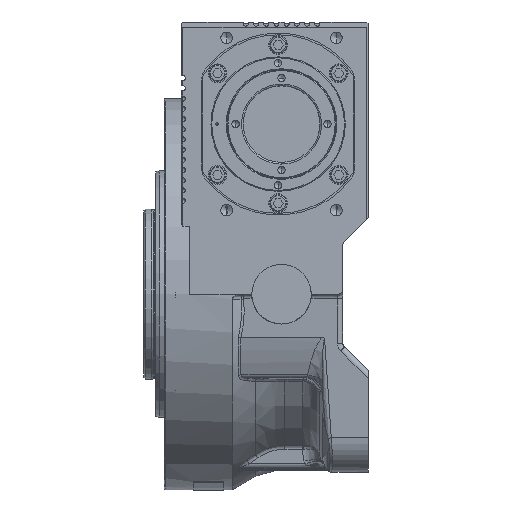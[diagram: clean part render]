
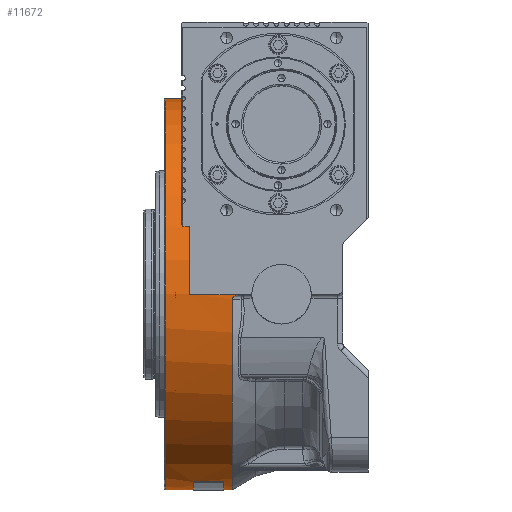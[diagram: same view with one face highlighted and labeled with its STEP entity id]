
A CAD part, left-side view. The second image highlights one B-rep face of the part: STEP entity #11672.
In plain terms, the highlighted cylindrical face has radius 115 mm (diameter 230 mm), a partial arc.
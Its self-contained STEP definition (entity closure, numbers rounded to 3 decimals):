
#787 = CARTESIAN_POINT ( 'NONE',  ( -115., 23.666, 0. ) ) ;
#1370 = VERTEX_POINT ( 'NONE', #4375 ) ;
#1707 = CARTESIAN_POINT ( 'NONE',  ( -114.999, 26.007, -0.38 ) ) ;
#2446 = EDGE_CURVE ( 'NONE', #19083, #17521, #4466, .T. ) ;
#4229 = CARTESIAN_POINT ( 'NONE',  ( -114.976, 28.888, -2.345 ) ) ;
#4375 = CARTESIAN_POINT ( 'NONE',  ( -114.963, 29., -2.934 ) ) ;
#4466 = CIRCLE ( 'NONE', #39370, 115. ) ;
#4663 = VERTEX_POINT ( 'NONE', #9615 ) ;
#5485 = CARTESIAN_POINT ( 'NONE',  ( -114.994, 27.914, -1.226 ) ) ;
#6399 = CIRCLE ( 'NONE', #43271, 115. ) ;
#6581 = EDGE_CURVE ( 'NONE', #10789, #36905, #12872, .T. ) ;
#6685 = CARTESIAN_POINT ( 'NONE',  ( -114.997, 27.13, -0.786 ) ) ;
#7335 = DIRECTION ( 'NONE',  ( 0., 0., 1. ) ) ;
#7527 = CARTESIAN_POINT ( 'NONE',  ( 0., 68.2, 0. ) ) ;
#7636 = ORIENTED_EDGE ( 'NONE', *, *, #58117, .F. ) ;
#8646 = CIRCLE ( 'NONE', #30573, 115. ) ;
#9107 = DIRECTION ( 'NONE',  ( 0., 1., 0. ) ) ;
#9405 = CARTESIAN_POINT ( 'NONE',  ( 0., 29., -115. ) ) ;
#9528 = CARTESIAN_POINT ( 'NONE',  ( -114.963, 29., -2.934 ) ) ;
#9615 = CARTESIAN_POINT ( 'NONE',  ( 0., 68.2, 115. ) ) ;
#10074 = CARTESIAN_POINT ( 'NONE',  ( 0., 68.2, -115. ) ) ;
#10789 = VERTEX_POINT ( 'NONE', #43769 ) ;
#11036 = VERTEX_POINT ( 'NONE', #52346 ) ;
#11385 = CARTESIAN_POINT ( 'NONE',  ( -115., 24.259, -0.044 ) ) ;
#11672 = ADVANCED_FACE ( 'NONE', ( #22622 ), #46315, .T. ) ;
#11952 = LINE ( 'NONE', #31572, #37874 ) ;
#12502 = CIRCLE ( 'NONE', #33406, 115. ) ;
#12872 = LINE ( 'NONE', #51493, #32045 ) ;
#13006 = DIRECTION ( 'NONE',  ( 0., 1., 0. ) ) ;
#13540 = CARTESIAN_POINT ( 'NONE',  ( 0., 52., 0. ) ) ;
#15471 = ORIENTED_EDGE ( 'NONE', *, *, #61064, .T. ) ;
#17521 = VERTEX_POINT ( 'NONE', #47933 ) ;
#17696 = CARTESIAN_POINT ( 'NONE',  ( 0., 29., 0. ) ) ;
#17962 = AXIS2_PLACEMENT_3D ( 'NONE', #17696, #13006, #21460 ) ;
#19083 = VERTEX_POINT ( 'NONE', #59320 ) ;
#19326 = CARTESIAN_POINT ( 'NONE',  ( -115., -51., 0. ) ) ;
#20763 = CARTESIAN_POINT ( 'NONE',  ( -114.998, 26.856, -0.669 ) ) ;
#21460 = DIRECTION ( 'NONE',  ( 0., 0., 1. ) ) ;
#22310 = LINE ( 'NONE', #41332, #45770 ) ;
#22622 = FACE_OUTER_BOUND ( 'NONE', #56003, .T. ) ;
#22723 = VERTEX_POINT ( 'NONE', #9405 ) ;
#22963 = CARTESIAN_POINT ( 'NONE',  ( -114.97, 28.977, -2.634 ) ) ;
#24607 = DIRECTION ( 'NONE',  ( 0., -1., 0. ) ) ;
#24794 = VECTOR ( 'NONE', #40694, 1000. ) ;
#25332 = ORIENTED_EDGE ( 'NONE', *, *, #6581, .F. ) ;
#26936 = EDGE_CURVE ( 'NONE', #22723, #1370, #32899, .T. ) ;
#26988 = CARTESIAN_POINT ( 'NONE',  ( 0., 55., 0. ) ) ;
#27667 = AXIS2_PLACEMENT_3D ( 'NONE', #26988, #59410, #7335 ) ;
#28337 = ORIENTED_EDGE ( 'NONE', *, *, #35792, .T. ) ;
#28529 = B_SPLINE_CURVE_WITH_KNOTS ( 'NONE', 3,
 ( #9528, #28542, #22963, #4229, #41976, #37302, #38844, #57834, #34775, #5485, #29148, #6685, #20763, #35082, #1707, #58154, #54078, #11385, #787, #53460 ),
 .UNSPECIFIED., .F., .F.,
 ( 4, 2, 2, 2, 2, 2, 2, 2, 2, 4 ),
 ( 0., 0., 0.001, 0.001, 0.002, 0.003, 0.004, 0.004, 0.005, 0.007 ),
 .UNSPECIFIED. ) ;
#28542 = CARTESIAN_POINT ( 'NONE',  ( -114.966, 29., -2.782 ) ) ;
#29148 = CARTESIAN_POINT ( 'NONE',  ( -114.995, 27.657, -1.064 ) ) ;
#29452 = EDGE_CURVE ( 'NONE', #4663, #36905, #6399, .T. ) ;
#29595 = CARTESIAN_POINT ( 'NONE',  ( 0., 54., 115. ) ) ;
#30573 = AXIS2_PLACEMENT_3D ( 'NONE', #31893, #31595, #45932 ) ;
#30997 = CARTESIAN_POINT ( 'NONE',  ( -32.527, 55., -110.304 ) ) ;
#31572 = CARTESIAN_POINT ( 'NONE',  ( 0., 55., 115. ) ) ;
#31595 = DIRECTION ( 'NONE',  ( 0., 1., 0. ) ) ;
#31893 = CARTESIAN_POINT ( 'NONE',  ( 0., 54., 0. ) ) ;
#32045 = VECTOR ( 'NONE', #55832, 1000. ) ;
#32094 = VERTEX_POINT ( 'NONE', #29595 ) ;
#32853 = DIRECTION ( 'NONE',  ( 0., 1., 0. ) ) ;
#32899 = CIRCLE ( 'NONE', #17962, 115. ) ;
#33406 = AXIS2_PLACEMENT_3D ( 'NONE', #13540, #32853, #36913 ) ;
#34593 = ORIENTED_EDGE ( 'NONE', *, *, #29452, .T. ) ;
#34775 = CARTESIAN_POINT ( 'NONE',  ( -114.99, 28.261, -1.509 ) ) ;
#35002 = DIRECTION ( 'NONE',  ( 0., 0., 1. ) ) ;
#35082 = CARTESIAN_POINT ( 'NONE',  ( -114.999, 26.296, -0.466 ) ) ;
#35646 = ORIENTED_EDGE ( 'NONE', *, *, #26936, .T. ) ;
#35792 = EDGE_CURVE ( 'NONE', #11036, #19083, #50024, .T. ) ;
#36593 = CARTESIAN_POINT ( 'NONE',  ( -115., 23.068, 0. ) ) ;
#36905 = VERTEX_POINT ( 'NONE', #10074 ) ;
#36913 = DIRECTION ( 'NONE',  ( 0., 0., 1. ) ) ;
#37302 = CARTESIAN_POINT ( 'NONE',  ( -114.983, 28.667, -1.952 ) ) ;
#37874 = VECTOR ( 'NONE', #9107, 1000. ) ;
#38844 = CARTESIAN_POINT ( 'NONE',  ( -114.985, 28.573, -1.832 ) ) ;
#39370 = AXIS2_PLACEMENT_3D ( 'NONE', #48923, #47993, #58581 ) ;
#40694 = DIRECTION ( 'NONE',  ( 0., -1., 0. ) ) ;
#40712 = ORIENTED_EDGE ( 'NONE', *, *, #2446, .T. ) ;
#41086 = EDGE_CURVE ( 'NONE', #47112, #32094, #8646, .T. ) ;
#41169 = VERTEX_POINT ( 'NONE', #36593 ) ;
#41332 = CARTESIAN_POINT ( 'NONE',  ( 0., 55., -115. ) ) ;
#41976 = CARTESIAN_POINT ( 'NONE',  ( -114.979, 28.823, -2.208 ) ) ;
#43081 = VECTOR ( 'NONE', #24607, 1000. ) ;
#43271 = AXIS2_PLACEMENT_3D ( 'NONE', #7527, #44966, #35002 ) ;
#43769 = CARTESIAN_POINT ( 'NONE',  ( 0., 52., -115. ) ) ;
#44966 = DIRECTION ( 'NONE',  ( 0., -1., 0. ) ) ;
#45770 = VECTOR ( 'NONE', #54699, 1000. ) ;
#45932 = DIRECTION ( 'NONE',  ( 0., 0., 1. ) ) ;
#45969 = EDGE_CURVE ( 'NONE', #22723, #17521, #22310, .T. ) ;
#46315 = CYLINDRICAL_SURFACE ( 'NONE', #27667, 115. ) ;
#47112 = VERTEX_POINT ( 'NONE', #56932 ) ;
#47933 = CARTESIAN_POINT ( 'NONE',  ( 0., 34., -115. ) ) ;
#47993 = DIRECTION ( 'NONE',  ( 0., -1., 0. ) ) ;
#48304 = LINE ( 'NONE', #19326, #43081 ) ;
#48875 = ORIENTED_EDGE ( 'NONE', *, *, #41086, .T. ) ;
#48923 = CARTESIAN_POINT ( 'NONE',  ( 0., 34., 0. ) ) ;
#50024 = LINE ( 'NONE', #30997, #24794 ) ;
#51493 = CARTESIAN_POINT ( 'NONE',  ( 0., 55., -115. ) ) ;
#52346 = CARTESIAN_POINT ( 'NONE',  ( -32.527, 52., -110.304 ) ) ;
#53460 = CARTESIAN_POINT ( 'NONE',  ( -115., 23.068, 0. ) ) ;
#54078 = CARTESIAN_POINT ( 'NONE',  ( -115., 25.137, -0.18 ) ) ;
#54699 = DIRECTION ( 'NONE',  ( 0., 1., 0. ) ) ;
#55644 = EDGE_CURVE ( 'NONE', #32094, #4663, #11952, .T. ) ;
#55832 = DIRECTION ( 'NONE',  ( 0., 1., 0. ) ) ;
#56003 = EDGE_LOOP ( 'NONE', ( #59559, #35646, #59709, #7636, #48875, #59960, #34593, #25332, #15471, #28337, #40712 ) ) ;
#56932 = CARTESIAN_POINT ( 'NONE',  ( -115., 54., 0. ) ) ;
#57834 = CARTESIAN_POINT ( 'NONE',  ( -114.989, 28.37, -1.611 ) ) ;
#58117 = EDGE_CURVE ( 'NONE', #47112, #41169, #48304, .T. ) ;
#58154 = CARTESIAN_POINT ( 'NONE',  ( -115., 25.428, -0.237 ) ) ;
#58581 = DIRECTION ( 'NONE',  ( 0., 0., 1. ) ) ;
#59320 = CARTESIAN_POINT ( 'NONE',  ( -32.527, 34., -110.304 ) ) ;
#59410 = DIRECTION ( 'NONE',  ( 0., 1., 0. ) ) ;
#59559 = ORIENTED_EDGE ( 'NONE', *, *, #45969, .F. ) ;
#59709 = ORIENTED_EDGE ( 'NONE', *, *, #60836, .T. ) ;
#59960 = ORIENTED_EDGE ( 'NONE', *, *, #55644, .T. ) ;
#60836 = EDGE_CURVE ( 'NONE', #1370, #41169, #28529, .T. ) ;
#61064 = EDGE_CURVE ( 'NONE', #10789, #11036, #12502, .T. ) ;
